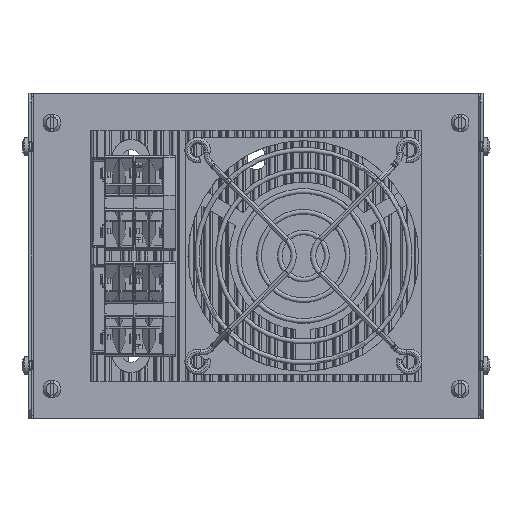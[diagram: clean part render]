
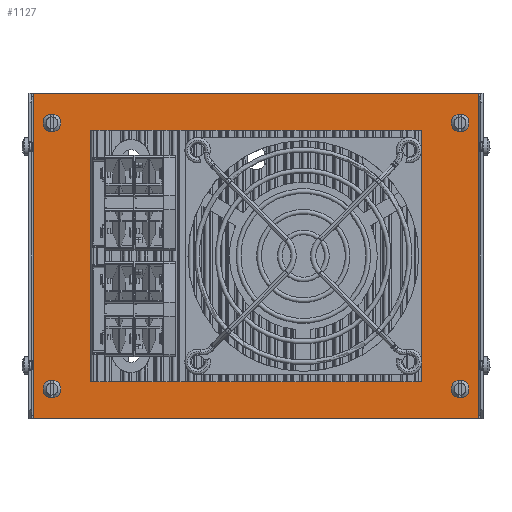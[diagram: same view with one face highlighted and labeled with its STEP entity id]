
A CAD part, front view. The second image highlights one B-rep face of the part: STEP entity #1127.
In plain terms, the highlighted face is planar.
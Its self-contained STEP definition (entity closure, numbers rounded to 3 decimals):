
#345=DIRECTION('',(0.,1.,0.));
#346=VECTOR('',#345,150.5);
#347=CARTESIAN_POINT('',(-55.,-75.25,-3.));
#348=LINE('',#347,#346);
#359=DIRECTION('',(-1.,0.,0.));
#360=VECTOR('',#359,110.);
#361=CARTESIAN_POINT('',(55.,-75.25,-3.));
#362=LINE('',#361,#360);
#373=DIRECTION('',(0.,-1.,0.));
#374=VECTOR('',#373,150.5);
#375=CARTESIAN_POINT('',(55.,75.25,-3.));
#376=LINE('',#375,#374);
#387=DIRECTION('',(1.,0.,0.));
#388=VECTOR('',#387,110.);
#389=CARTESIAN_POINT('',(-55.,75.25,-3.));
#390=LINE('',#389,#388);
#394=CARTESIAN_POINT('',(45.,69.,-3.));
#395=DIRECTION('',(0.,0.,-1.));
#396=DIRECTION('',(-1.,0.,0.));
#397=AXIS2_PLACEMENT_3D('',#394,#395,#396);
#402=CARTESIAN_POINT('',(45.,69.,-3.));
#403=DIRECTION('',(0.,0.,-1.));
#404=DIRECTION('',(1.,0.,0.));
#405=AXIS2_PLACEMENT_3D('',#402,#403,#404);
#410=CARTESIAN_POINT('',(-45.,69.,-3.));
#411=DIRECTION('',(0.,0.,-1.));
#412=DIRECTION('',(-1.,0.,0.));
#413=AXIS2_PLACEMENT_3D('',#410,#411,#412);
#418=CARTESIAN_POINT('',(-45.,69.,-3.));
#419=DIRECTION('',(0.,0.,-1.));
#420=DIRECTION('',(1.,0.,0.));
#421=AXIS2_PLACEMENT_3D('',#418,#419,#420);
#426=CARTESIAN_POINT('',(45.,-69.,-3.));
#427=DIRECTION('',(0.,0.,-1.));
#428=DIRECTION('',(-1.,0.,0.));
#429=AXIS2_PLACEMENT_3D('',#426,#427,#428);
#434=CARTESIAN_POINT('',(45.,-69.,-3.));
#435=DIRECTION('',(0.,0.,-1.));
#436=DIRECTION('',(1.,0.,0.));
#437=AXIS2_PLACEMENT_3D('',#434,#435,#436);
#442=CARTESIAN_POINT('',(-45.,-69.,-3.));
#443=DIRECTION('',(0.,0.,-1.));
#444=DIRECTION('',(-1.,0.,0.));
#445=AXIS2_PLACEMENT_3D('',#442,#443,#444);
#450=CARTESIAN_POINT('',(-45.,-69.,-3.));
#451=DIRECTION('',(0.,0.,-1.));
#452=DIRECTION('',(1.,0.,0.));
#453=AXIS2_PLACEMENT_3D('',#450,#451,#452);
#458=CARTESIAN_POINT('',(33.,0.,-3.));
#459=DIRECTION('',(0.,0.,-1.));
#460=DIRECTION('',(-1.,0.,0.));
#461=AXIS2_PLACEMENT_3D('',#458,#459,#460);
#466=CARTESIAN_POINT('',(33.,0.,-3.));
#467=DIRECTION('',(0.,0.,-1.));
#468=DIRECTION('',(1.,0.,0.));
#469=AXIS2_PLACEMENT_3D('',#466,#467,#468);
#474=CARTESIAN_POINT('',(33.,-42.3,-3.));
#475=DIRECTION('',(0.,0.,-1.));
#476=DIRECTION('',(-1.,0.,0.));
#477=AXIS2_PLACEMENT_3D('',#474,#475,#476);
#482=CARTESIAN_POINT('',(33.,-42.3,-3.));
#483=DIRECTION('',(0.,0.,-1.));
#484=DIRECTION('',(1.,0.,0.));
#485=AXIS2_PLACEMENT_3D('',#482,#483,#484);
#490=CARTESIAN_POINT('',(33.,42.3,-3.));
#491=DIRECTION('',(0.,0.,-1.));
#492=DIRECTION('',(-1.,0.,0.));
#493=AXIS2_PLACEMENT_3D('',#490,#491,#492);
#498=CARTESIAN_POINT('',(33.,42.3,-3.));
#499=DIRECTION('',(0.,0.,-1.));
#500=DIRECTION('',(1.,0.,0.));
#501=AXIS2_PLACEMENT_3D('',#498,#499,#500);
#506=CARTESIAN_POINT('',(-33.,42.3,-3.));
#507=DIRECTION('',(0.,0.,-1.));
#508=DIRECTION('',(-1.,0.,0.));
#509=AXIS2_PLACEMENT_3D('',#506,#507,#508);
#514=CARTESIAN_POINT('',(-33.,42.3,-3.));
#515=DIRECTION('',(0.,0.,-1.));
#516=DIRECTION('',(1.,0.,0.));
#517=AXIS2_PLACEMENT_3D('',#514,#515,#516);
#522=CARTESIAN_POINT('',(-33.,-42.3,-3.));
#523=DIRECTION('',(0.,0.,-1.));
#524=DIRECTION('',(-1.,0.,0.));
#525=AXIS2_PLACEMENT_3D('',#522,#523,#524);
#530=CARTESIAN_POINT('',(-33.,-42.3,-3.));
#531=DIRECTION('',(0.,0.,-1.));
#532=DIRECTION('',(1.,0.,0.));
#533=AXIS2_PLACEMENT_3D('',#530,#531,#532);
#545=DIRECTION('',(-1.,0.,0.));
#546=VECTOR('',#545,47.);
#547=CARTESIAN_POINT('',(23.5,-6.,-3.));
#548=LINE('',#547,#546);
#559=DIRECTION('',(0.,1.,0.));
#560=VECTOR('',#559,44.);
#561=CARTESIAN_POINT('',(23.5,-50.,-3.));
#562=LINE('',#561,#560);
#573=DIRECTION('',(1.,0.,0.));
#574=VECTOR('',#573,47.);
#575=CARTESIAN_POINT('',(-23.5,-50.,-3.));
#576=LINE('',#575,#574);
#587=DIRECTION('',(0.,-1.,0.));
#588=VECTOR('',#587,44.);
#589=CARTESIAN_POINT('',(-23.5,-6.,-3.));
#590=LINE('',#589,#588);
#601=DIRECTION('',(-1.,0.,0.));
#602=VECTOR('',#601,47.);
#603=CARTESIAN_POINT('',(23.5,50.,-3.));
#604=LINE('',#603,#602);
#615=DIRECTION('',(0.,1.,0.));
#616=VECTOR('',#615,44.);
#617=CARTESIAN_POINT('',(23.5,6.,-3.));
#618=LINE('',#617,#616);
#629=DIRECTION('',(1.,0.,0.));
#630=VECTOR('',#629,47.);
#631=CARTESIAN_POINT('',(-23.5,6.,-3.));
#632=LINE('',#631,#630);
#643=DIRECTION('',(0.,-1.,0.));
#644=VECTOR('',#643,44.);
#645=CARTESIAN_POINT('',(-23.5,50.,-3.));
#646=LINE('',#645,#644);
#836=CARTESIAN_POINT('',(-55.,-75.25,-3.));
#837=VERTEX_POINT('',#836);
#838=CARTESIAN_POINT('',(-55.,75.25,-3.));
#839=VERTEX_POINT('',#838);
#840=CARTESIAN_POINT('',(55.,-75.25,-3.));
#841=VERTEX_POINT('',#840);
#842=CARTESIAN_POINT('',(55.,75.25,-3.));
#843=VERTEX_POINT('',#842);
#844=CARTESIAN_POINT('',(23.5,-6.,-3.));
#845=CARTESIAN_POINT('',(-23.5,-6.,-3.));
#846=VERTEX_POINT('',#844);
#847=VERTEX_POINT('',#845);
#848=CARTESIAN_POINT('',(23.5,-50.,-3.));
#849=VERTEX_POINT('',#848);
#850=CARTESIAN_POINT('',(-23.5,-50.,-3.));
#851=VERTEX_POINT('',#850);
#852=CARTESIAN_POINT('',(23.5,50.,-3.));
#853=CARTESIAN_POINT('',(-23.5,50.,-3.));
#854=VERTEX_POINT('',#852);
#855=VERTEX_POINT('',#853);
#856=CARTESIAN_POINT('',(23.5,6.,-3.));
#857=VERTEX_POINT('',#856);
#858=CARTESIAN_POINT('',(-23.5,6.,-3.));
#859=VERTEX_POINT('',#858);
#860=CARTESIAN_POINT('',(42.,69.,-3.));
#861=CARTESIAN_POINT('',(48.,69.,-3.));
#862=VERTEX_POINT('',#860);
#863=VERTEX_POINT('',#861);
#864=CARTESIAN_POINT('',(-48.,69.,-3.));
#865=CARTESIAN_POINT('',(-42.,69.,-3.));
#866=VERTEX_POINT('',#864);
#867=VERTEX_POINT('',#865);
#868=CARTESIAN_POINT('',(42.,-69.,-3.));
#869=CARTESIAN_POINT('',(48.,-69.,-3.));
#870=VERTEX_POINT('',#868);
#871=VERTEX_POINT('',#869);
#872=CARTESIAN_POINT('',(-48.,-69.,-3.));
#873=CARTESIAN_POINT('',(-42.,-69.,-3.));
#874=VERTEX_POINT('',#872);
#875=VERTEX_POINT('',#873);
#876=CARTESIAN_POINT('',(29.,0.,-3.));
#877=CARTESIAN_POINT('',(37.,0.,-3.));
#878=VERTEX_POINT('',#876);
#879=VERTEX_POINT('',#877);
#880=CARTESIAN_POINT('',(29.,-42.3,-3.));
#881=CARTESIAN_POINT('',(37.,-42.3,-3.));
#882=VERTEX_POINT('',#880);
#883=VERTEX_POINT('',#881);
#884=CARTESIAN_POINT('',(29.,42.3,-3.));
#885=CARTESIAN_POINT('',(37.,42.3,-3.));
#886=VERTEX_POINT('',#884);
#887=VERTEX_POINT('',#885);
#888=CARTESIAN_POINT('',(-37.,42.3,-3.));
#889=CARTESIAN_POINT('',(-29.,42.3,-3.));
#890=VERTEX_POINT('',#888);
#891=VERTEX_POINT('',#889);
#892=CARTESIAN_POINT('',(-37.,-42.3,-3.));
#893=CARTESIAN_POINT('',(-29.,-42.3,-3.));
#894=VERTEX_POINT('',#892);
#895=VERTEX_POINT('',#893);
#1042=CARTESIAN_POINT('',(0.,0.,-3.));
#1043=DIRECTION('',(0.,0.,-1.));
#1044=DIRECTION('',(1.,0.,0.));
#1045=AXIS2_PLACEMENT_3D('',#1042,#1043,#1044);
#1046=PLANE('',#1045);
#1047=ORIENTED_EDGE('',*,*,#994,.F.);
#1048=ORIENTED_EDGE('',*,*,#1009,.F.);
#1049=ORIENTED_EDGE('',*,*,#1023,.F.);
#1050=ORIENTED_EDGE('',*,*,#1036,.F.);
#1051=EDGE_LOOP('',(#1047,#1048,#1049,#1050));
#1052=FACE_OUTER_BOUND('',#1051,.F.);
#1054=ORIENTED_EDGE('',*,*,#1053,.F.);
#1056=ORIENTED_EDGE('',*,*,#1055,.F.);
#1058=ORIENTED_EDGE('',*,*,#1057,.F.);
#1060=ORIENTED_EDGE('',*,*,#1059,.F.);
#1061=EDGE_LOOP('',(#1054,#1056,#1058,#1060));
#1062=FACE_BOUND('',#1061,.F.);
#1064=ORIENTED_EDGE('',*,*,#1063,.F.);
#1066=ORIENTED_EDGE('',*,*,#1065,.F.);
#1068=ORIENTED_EDGE('',*,*,#1067,.F.);
#1070=ORIENTED_EDGE('',*,*,#1069,.F.);
#1071=EDGE_LOOP('',(#1064,#1066,#1068,#1070));
#1072=FACE_BOUND('',#1071,.F.);
#1074=ORIENTED_EDGE('',*,*,#1073,.T.);
#1076=ORIENTED_EDGE('',*,*,#1075,.T.);
#1077=EDGE_LOOP('',(#1074,#1076));
#1078=FACE_BOUND('',#1077,.F.);
#1080=ORIENTED_EDGE('',*,*,#1079,.T.);
#1082=ORIENTED_EDGE('',*,*,#1081,.T.);
#1083=EDGE_LOOP('',(#1080,#1082));
#1084=FACE_BOUND('',#1083,.F.);
#1086=ORIENTED_EDGE('',*,*,#1085,.T.);
#1088=ORIENTED_EDGE('',*,*,#1087,.T.);
#1089=EDGE_LOOP('',(#1086,#1088));
#1090=FACE_BOUND('',#1089,.F.);
#1092=ORIENTED_EDGE('',*,*,#1091,.T.);
#1094=ORIENTED_EDGE('',*,*,#1093,.T.);
#1095=EDGE_LOOP('',(#1092,#1094));
#1096=FACE_BOUND('',#1095,.F.);
#1098=ORIENTED_EDGE('',*,*,#1097,.T.);
#1100=ORIENTED_EDGE('',*,*,#1099,.T.);
#1101=EDGE_LOOP('',(#1098,#1100));
#1102=FACE_BOUND('',#1101,.F.);
#1104=ORIENTED_EDGE('',*,*,#1103,.T.);
#1106=ORIENTED_EDGE('',*,*,#1105,.T.);
#1107=EDGE_LOOP('',(#1104,#1106));
#1108=FACE_BOUND('',#1107,.F.);
#1110=ORIENTED_EDGE('',*,*,#1109,.T.);
#1112=ORIENTED_EDGE('',*,*,#1111,.T.);
#1113=EDGE_LOOP('',(#1110,#1112));
#1114=FACE_BOUND('',#1113,.F.);
#1116=ORIENTED_EDGE('',*,*,#1115,.T.);
#1118=ORIENTED_EDGE('',*,*,#1117,.T.);
#1119=EDGE_LOOP('',(#1116,#1118));
#1120=FACE_BOUND('',#1119,.F.);
#1122=ORIENTED_EDGE('',*,*,#1121,.T.);
#1124=ORIENTED_EDGE('',*,*,#1123,.T.);
#1125=EDGE_LOOP('',(#1122,#1124));
#1126=FACE_BOUND('',#1125,.F.);
#398=CIRCLE('',#397,3.);
#406=CIRCLE('',#405,3.);
#414=CIRCLE('',#413,3.);
#422=CIRCLE('',#421,3.);
#430=CIRCLE('',#429,3.);
#438=CIRCLE('',#437,3.);
#446=CIRCLE('',#445,3.);
#454=CIRCLE('',#453,3.);
#462=CIRCLE('',#461,4.);
#470=CIRCLE('',#469,4.);
#478=CIRCLE('',#477,4.);
#486=CIRCLE('',#485,4.);
#494=CIRCLE('',#493,4.);
#502=CIRCLE('',#501,4.);
#510=CIRCLE('',#509,4.);
#518=CIRCLE('',#517,4.);
#526=CIRCLE('',#525,4.);
#534=CIRCLE('',#533,4.);
#994=EDGE_CURVE('',#837,#839,#348,.T.);
#1009=EDGE_CURVE('',#841,#837,#362,.T.);
#1023=EDGE_CURVE('',#843,#841,#376,.T.);
#1036=EDGE_CURVE('',#839,#843,#390,.T.);
#1053=EDGE_CURVE('',#846,#847,#548,.T.);
#1055=EDGE_CURVE('',#849,#846,#562,.T.);
#1057=EDGE_CURVE('',#851,#849,#576,.T.);
#1059=EDGE_CURVE('',#847,#851,#590,.T.);
#1063=EDGE_CURVE('',#854,#855,#604,.T.);
#1065=EDGE_CURVE('',#857,#854,#618,.T.);
#1067=EDGE_CURVE('',#859,#857,#632,.T.);
#1069=EDGE_CURVE('',#855,#859,#646,.T.);
#1073=EDGE_CURVE('',#862,#863,#398,.T.);
#1075=EDGE_CURVE('',#863,#862,#406,.T.);
#1079=EDGE_CURVE('',#866,#867,#414,.T.);
#1081=EDGE_CURVE('',#867,#866,#422,.T.);
#1085=EDGE_CURVE('',#870,#871,#430,.T.);
#1087=EDGE_CURVE('',#871,#870,#438,.T.);
#1091=EDGE_CURVE('',#874,#875,#446,.T.);
#1093=EDGE_CURVE('',#875,#874,#454,.T.);
#1097=EDGE_CURVE('',#878,#879,#462,.T.);
#1099=EDGE_CURVE('',#879,#878,#470,.T.);
#1103=EDGE_CURVE('',#882,#883,#478,.T.);
#1105=EDGE_CURVE('',#883,#882,#486,.T.);
#1109=EDGE_CURVE('',#886,#887,#494,.T.);
#1111=EDGE_CURVE('',#887,#886,#502,.T.);
#1115=EDGE_CURVE('',#890,#891,#510,.T.);
#1117=EDGE_CURVE('',#891,#890,#518,.T.);
#1121=EDGE_CURVE('',#894,#895,#526,.T.);
#1123=EDGE_CURVE('',#895,#894,#534,.T.);
#1127=ADVANCED_FACE('',(#1052,#1062,#1072,#1078,#1084,#1090,#1096,#1102,#1108,
#1114,#1120,#1126),#1046,.T.);
